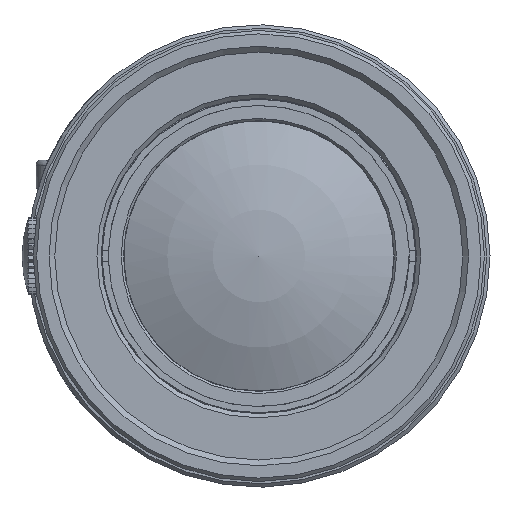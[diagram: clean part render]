
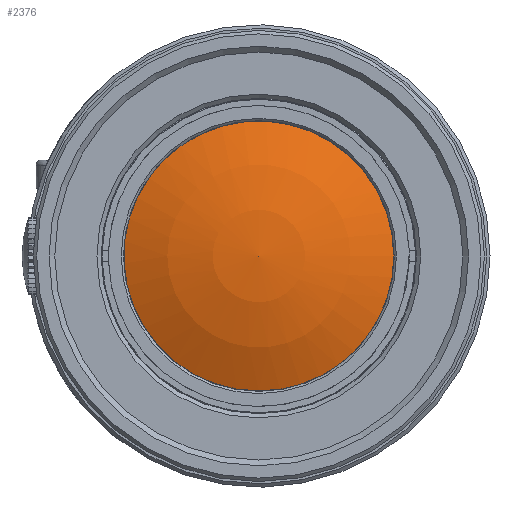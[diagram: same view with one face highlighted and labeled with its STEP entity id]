
A CAD part, left-side view. The second image highlights one B-rep face of the part: STEP entity #2376.
In plain terms, the highlighted spherical face has radius 28.604 mm.
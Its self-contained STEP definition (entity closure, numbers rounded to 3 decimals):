
#110=SPHERICAL_SURFACE('',#10026,28.604);
#1168=FACE_OUTER_BOUND('',#3447,.T.);
#2376=ADVANCED_FACE('',(#1168),#110,.T.);
#3447=EDGE_LOOP('',(#5145));
#5145=ORIENTED_EDGE('',*,*,#7777,.T.);
#6580=VERTEX_POINT('',#12092);
#7777=EDGE_CURVE('',#6580,#6580,#9193,.T.);
#9193=CIRCLE('',#9523,11.966);
#9523=AXIS2_PLACEMENT_3D('',#12091,#10338,#10339);
#10026=AXIS2_PLACEMENT_3D('',#14215,#11588,#11589);
#10338=DIRECTION('',(-1.,0.,0.));
#10339=DIRECTION('',(0.,0.,-1.));
#11588=DIRECTION('',(1.,0.,0.));
#11589=DIRECTION('',(0.,-1.,0.));
#12091=CARTESIAN_POINT('',(-60.776,0.,0.));
#12092=CARTESIAN_POINT('',(-60.776,0.,-11.966));
#14215=CARTESIAN_POINT('',(-34.795,0.,0.));
